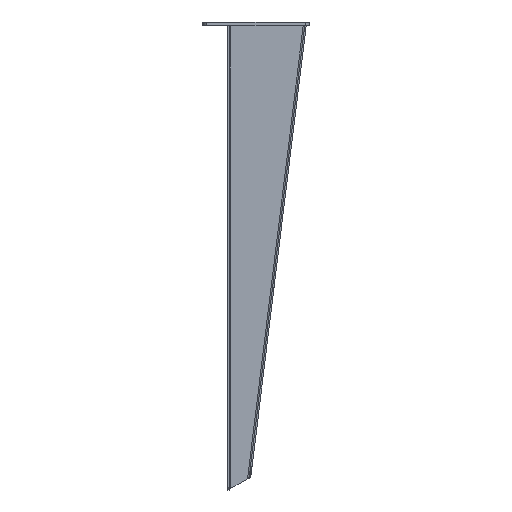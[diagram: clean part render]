
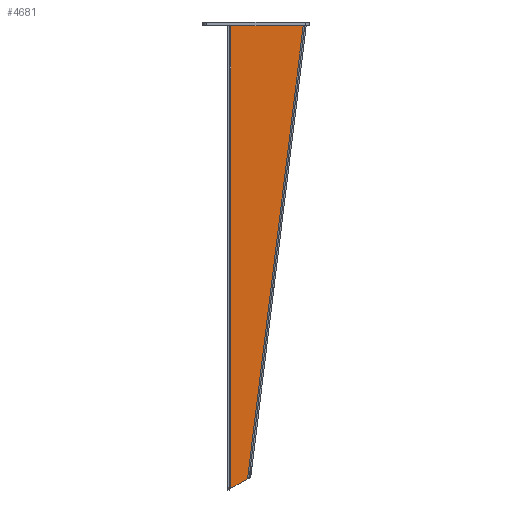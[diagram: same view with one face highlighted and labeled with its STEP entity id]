
A CAD part, left-side view. The second image highlights one B-rep face of the part: STEP entity #4681.
In plain terms, the highlighted planar face has unit normal (-1, 0, 0).
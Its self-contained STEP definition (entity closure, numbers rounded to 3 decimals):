
#54 = AXIS2_PLACEMENT_3D ( 'NONE', #4043, #464, #2986 ) ;
#141 = CARTESIAN_POINT ( 'NONE',  ( 16., -6., -936.986 ) ) ;
#311 = VERTEX_POINT ( 'NONE', #141 ) ;
#346 = VERTEX_POINT ( 'NONE', #4052 ) ;
#425 = CARTESIAN_POINT ( 'NONE',  ( 16., -0.78, -940. ) ) ;
#464 = DIRECTION ( 'NONE',  ( -1., 0., 0. ) ) ;
#539 = EDGE_CURVE ( 'NONE', #4162, #311, #1560, .T. ) ;
#1115 = ORIENTED_EDGE ( 'NONE', *, *, #3999, .F. ) ;
#1152 = VECTOR ( 'NONE', #1694, 1000. ) ;
#1171 = DIRECTION ( 'NONE',  ( 0., 0.866, -0.5 ) ) ;
#1214 = ORIENTED_EDGE ( 'NONE', *, *, #2964, .F. ) ;
#1394 = ORIENTED_EDGE ( 'NONE', *, *, #1781, .F. ) ;
#1431 = ORIENTED_EDGE ( 'NONE', *, *, #539, .T. ) ;
#1501 = VERTEX_POINT ( 'NONE', #2387 ) ;
#1549 = VECTOR ( 'NONE', #2028, 1000. ) ;
#1560 = LINE ( 'NONE', #1797, #1152 ) ;
#1667 = CARTESIAN_POINT ( 'NONE',  ( 16., -6., 0. ) ) ;
#1675 = CARTESIAN_POINT ( 'NONE',  ( 16., -150.016, -22.007 ) ) ;
#1694 = DIRECTION ( 'NONE',  ( 0., 0., -1. ) ) ;
#1781 = EDGE_CURVE ( 'NONE', #4162, #1501, #4665, .T. ) ;
#1797 = CARTESIAN_POINT ( 'NONE',  ( 16., -6., 0. ) ) ;
#2028 = DIRECTION ( 'NONE',  ( 0., 0.122, -0.993 ) ) ;
#2387 = CARTESIAN_POINT ( 'NONE',  ( 16., -152.719, 0. ) ) ;
#2489 = LINE ( 'NONE', #1675, #1549 ) ;
#2622 = PLANE ( 'NONE',  #54 ) ;
#2861 = VECTOR ( 'NONE', #3670, 1000. ) ;
#2964 = EDGE_CURVE ( 'NONE', #1501, #346, #2489, .T. ) ;
#2986 = DIRECTION ( 'NONE',  ( 0., 0., 1. ) ) ;
#3655 = CARTESIAN_POINT ( 'NONE',  ( 16., -152.98, 0. ) ) ;
#3670 = DIRECTION ( 'NONE',  ( 0., -1., 0. ) ) ;
#3698 = LINE ( 'NONE', #425, #4558 ) ;
#3968 = FACE_OUTER_BOUND ( 'NONE', #4079, .T. ) ;
#3999 = EDGE_CURVE ( 'NONE', #346, #311, #3698, .T. ) ;
#4043 = CARTESIAN_POINT ( 'NONE',  ( 16., 29.22, 0. ) ) ;
#4052 = CARTESIAN_POINT ( 'NONE',  ( 16., -40.088, -917.306 ) ) ;
#4079 = EDGE_LOOP ( 'NONE', ( #1214, #1394, #1431, #1115 ) ) ;
#4162 = VERTEX_POINT ( 'NONE', #1667 ) ;
#4558 = VECTOR ( 'NONE', #1171, 1000. ) ;
#4665 = LINE ( 'NONE', #3655, #2861 ) ;
#4681 = ADVANCED_FACE ( 'NONE', ( #3968 ), #2622, .T. ) ;
